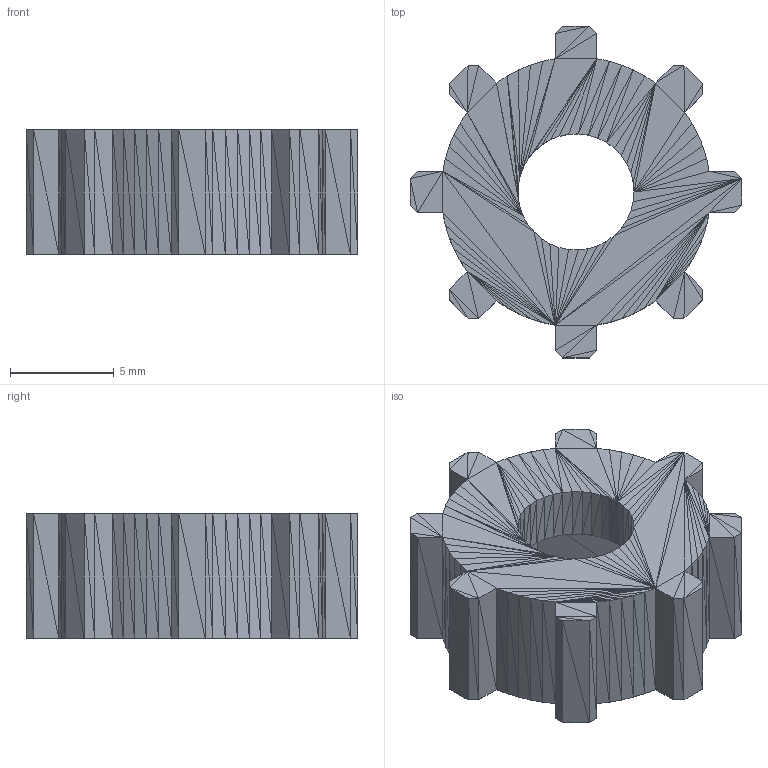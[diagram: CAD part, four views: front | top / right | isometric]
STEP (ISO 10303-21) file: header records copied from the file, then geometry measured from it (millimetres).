
FILE_DESCRIPTION(('FreeCAD Model'),'2;1');
FILE_NAME('Piñon Mejorado.stp', '2018-10-05T10:36:30',('FreeCAD'),('FreeCAD'), 'Open CASCADE STEP processor 7.2','FreeCAD','Unknown');
FILE_SCHEMA(('AUTOMOTIVE_DESIGN { 1 0 10303 214 1 1 1 1 }'));
Length unit declared in the file: millimetre
Products named in the file (1): Open CASCADE STEP translator 7.2 1
Bounding box: 16 x 16 x 6 mm (x, y, z)
Surface area: 782.1 mm2 (no closed solid volume)
Topology: 0 solids, 1 shells, 494 faces, 741 edges, 247 vertices
Faces by surface type: plane 494
Entity records: 18543 total; most frequent: CARTESIAN_POINT 3706, DIRECTION 2472, ORIENTED_EDGE 1482, LINE 1482, VECTOR 1482, PCURVE 1482, DEFINITIONAL_REPRESENTATION 1482, EDGE_CURVE 741
